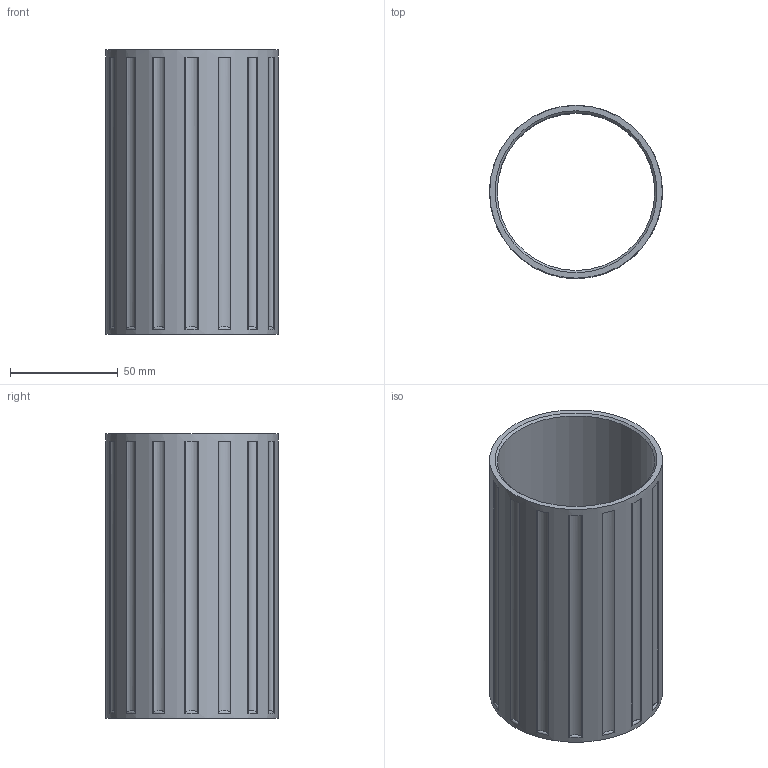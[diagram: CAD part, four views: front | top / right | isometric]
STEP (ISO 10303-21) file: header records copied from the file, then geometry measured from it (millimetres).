
FILE_DESCRIPTION(/* description */ (''),/* implementation_level */ '2;1');
FILE_NAME(/* name */ 'column.step',/* time_stamp */ '2025-11-09T20:02:24Z',/* author */ (''),/* organization */ (''),/* preprocessor_version */ 'ST-DEVELOPER v20.1',/* originating_system */ 'Autodesk Translation Framework v14.17.0.0',/* authorisation */ '');
FILE_SCHEMA (('AUTOMOTIVE_DESIGN { 1 0 10303 214 3 1 1 }'));
Length unit declared in the file: millimetre
Products named in the file (1): FusionComponent
Bounding box: 80 x 80 x 132 mm (x, y, z)
Volume: 102738 mm3; surface area: 65731.9 mm2
Topology: 1 solids, 1 shells, 101 faces, 251 edges, 167 vertices
Faces by surface type: cylinder 50, plane 34, torus 16, cone 1
Full cylindrical faces by diameter (mm): 73 x1, 80 x1
Entity records: 3541 total; most frequent: CARTESIAN_POINT 1096, DIRECTION 510, ORIENTED_EDGE 502, EDGE_CURVE 251, AXIS2_PLACEMENT_3D 221, VERTEX_POINT 167, CIRCLE 119, EDGE_LOOP 118
